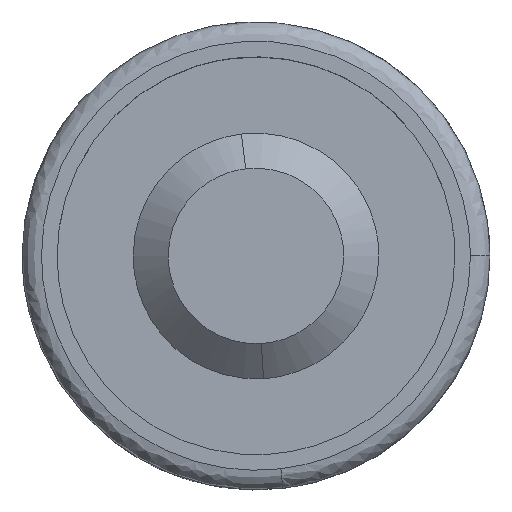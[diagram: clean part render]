
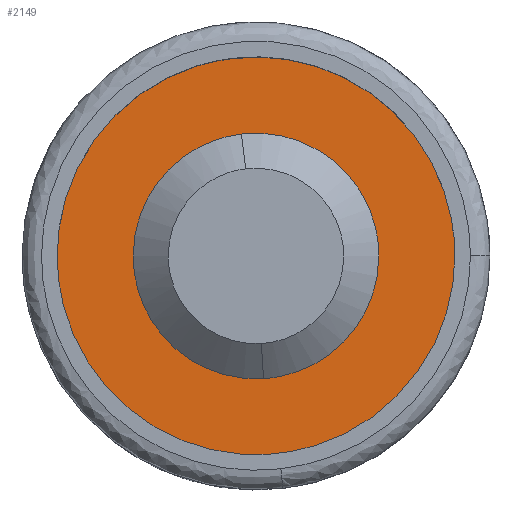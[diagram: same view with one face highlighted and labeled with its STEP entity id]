
A CAD part, top view. The second image highlights one B-rep face of the part: STEP entity #2149.
In plain terms, the highlighted free-form (B-spline) face has degree [1, 1] with [2, 2] control points.
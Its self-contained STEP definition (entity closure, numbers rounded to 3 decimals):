
#887=CARTESIAN_POINT('',(0.385,-6.288,9.));
#888=VERTEX_POINT('',#887);
#894=CARTESIAN_POINT('',(6.3,0.0,9.0));
#895=VERTEX_POINT('',#894);
#896=CARTESIAN_POINT('',(6.3,0.0,9.0));
#897=CARTESIAN_POINT('',(6.3,-5.926,9.0));
#898=CARTESIAN_POINT('',(0.385,-6.288,9.));
#906=(BOUNDED_CURVE()B_SPLINE_CURVE(2,(#896,#897,#898),.UNSPECIFIED.,.F.,.U.)B_SPLINE_CURVE_WITH_KNOTS((3,3),(0.5,0.739),.UNSPECIFIED.)CURVE()GEOMETRIC_REPRESENTATION_ITEM()RATIONAL_B_SPLINE_CURVE((1.0,0.72,0.976))REPRESENTATION_ITEM(''));
#907=EDGE_CURVE('',#895,#888,#906,.T.);
#909=CARTESIAN_POINT('',(-0.744,6.256,9.));
#910=VERTEX_POINT('',#909);
#911=CARTESIAN_POINT('',(-0.744,6.256,9.));
#912=CARTESIAN_POINT('',(-0.373,6.3,9.0));
#913=CARTESIAN_POINT('',(0.0,6.3,9.0));
#914=CARTESIAN_POINT('',(6.3,6.3,9.));
#915=CARTESIAN_POINT('',(6.3,0.0,9.0));
#923=(BOUNDED_CURVE()B_SPLINE_CURVE(2,(#911,#912,#913,#914,#915),.UNSPECIFIED.,.F.,.U.)B_SPLINE_CURVE_WITH_KNOTS((3,2,3),(0.23,0.25,0.5),.UNSPECIFIED.)CURVE()GEOMETRIC_REPRESENTATION_ITEM()RATIONAL_B_SPLINE_CURVE((0.956,0.976,1.0,0.707,1.0))REPRESENTATION_ITEM(''));
#924=EDGE_CURVE('',#910,#895,#923,.T.);
#968=CARTESIAN_POINT('',(-6.3,0.0,9.0));
#969=VERTEX_POINT('',#968);
#970=CARTESIAN_POINT('',(-6.3,0.0,9.0));
#971=CARTESIAN_POINT('',(-6.3,5.595,9.));
#972=CARTESIAN_POINT('',(-0.744,6.256,9.));
#980=(BOUNDED_CURVE()B_SPLINE_CURVE(2,(#970,#971,#972),.UNSPECIFIED.,.F.,.U.)B_SPLINE_CURVE_WITH_KNOTS((3,3),(0.0,0.23),.UNSPECIFIED.)CURVE()GEOMETRIC_REPRESENTATION_ITEM()RATIONAL_B_SPLINE_CURVE((1.0,0.731,0.956))REPRESENTATION_ITEM(''));
#981=EDGE_CURVE('',#969,#910,#980,.T.);
#983=CARTESIAN_POINT('',(0.385,-6.288,9.));
#984=CARTESIAN_POINT('',(0.192,-6.3,9.0));
#985=CARTESIAN_POINT('',(0.0,-6.3,9.0));
#986=CARTESIAN_POINT('',(-6.3,-6.3,9.));
#987=CARTESIAN_POINT('',(-6.3,0.0,9.0));
#995=(BOUNDED_CURVE()B_SPLINE_CURVE(2,(#983,#984,#985,#986,#987),.UNSPECIFIED.,.F.,.U.)B_SPLINE_CURVE_WITH_KNOTS((3,2,3),(0.739,0.75,1.0),.UNSPECIFIED.)CURVE()GEOMETRIC_REPRESENTATION_ITEM()RATIONAL_B_SPLINE_CURVE((0.976,0.988,1.0,0.707,1.0))REPRESENTATION_ITEM(''));
#996=EDGE_CURVE('',#888,#969,#995,.T.);
#1039=CARTESIAN_POINT('',(-1.204,10.129,9.));
#1040=VERTEX_POINT('',#1039);
#1041=CARTESIAN_POINT('',(10.2,0.0,9.0));
#1042=VERTEX_POINT('',#1041);
#1043=CARTESIAN_POINT('',(-1.204,10.129,9.));
#1044=CARTESIAN_POINT('',(-0.604,10.2,9.0));
#1045=CARTESIAN_POINT('',(0.0,10.2,9.0));
#1046=CARTESIAN_POINT('',(10.2,10.2,9.));
#1047=CARTESIAN_POINT('',(10.2,0.0,9.0));
#1055=(BOUNDED_CURVE()B_SPLINE_CURVE(2,(#1043,#1044,#1045,#1046,#1047),.UNSPECIFIED.,.F.,.U.)B_SPLINE_CURVE_WITH_KNOTS((3,2,3),(0.23,0.25,0.5),.UNSPECIFIED.)CURVE()GEOMETRIC_REPRESENTATION_ITEM()RATIONAL_B_SPLINE_CURVE((0.956,0.976,1.0,0.707,1.0))REPRESENTATION_ITEM(''));
#1056=EDGE_CURVE('',#1040,#1042,#1055,.T.);
#1058=CARTESIAN_POINT('',(0.623,-10.181,9.));
#1059=VERTEX_POINT('',#1058);
#1060=CARTESIAN_POINT('',(10.2,0.0,9.0));
#1061=CARTESIAN_POINT('',(10.2,-9.595,9.0));
#1062=CARTESIAN_POINT('',(0.623,-10.181,9.));
#1070=(BOUNDED_CURVE()B_SPLINE_CURVE(2,(#1060,#1061,#1062),.UNSPECIFIED.,.F.,.U.)B_SPLINE_CURVE_WITH_KNOTS((3,3),(0.5,0.739),.UNSPECIFIED.)CURVE()GEOMETRIC_REPRESENTATION_ITEM()RATIONAL_B_SPLINE_CURVE((1.0,0.72,0.976))REPRESENTATION_ITEM(''));
#1071=EDGE_CURVE('',#1042,#1059,#1070,.T.);
#1138=CARTESIAN_POINT('',(-10.2,0.0,9.0));
#1139=VERTEX_POINT('',#1138);
#1140=CARTESIAN_POINT('',(-10.2,0.0,9.0));
#1141=CARTESIAN_POINT('',(-10.2,9.059,9.0));
#1142=CARTESIAN_POINT('',(-1.204,10.129,9.));
#1150=(BOUNDED_CURVE()B_SPLINE_CURVE(2,(#1140,#1141,#1142),.UNSPECIFIED.,.F.,.U.)B_SPLINE_CURVE_WITH_KNOTS((3,3),(0.0,0.23),.UNSPECIFIED.)CURVE()GEOMETRIC_REPRESENTATION_ITEM()RATIONAL_B_SPLINE_CURVE((1.0,0.731,0.956))REPRESENTATION_ITEM(''));
#1151=EDGE_CURVE('',#1139,#1040,#1150,.T.);
#1185=CARTESIAN_POINT('',(0.623,-10.181,9.));
#1186=CARTESIAN_POINT('',(0.312,-10.2,9.0));
#1187=CARTESIAN_POINT('',(0.0,-10.2,9.0));
#1188=CARTESIAN_POINT('',(-10.2,-10.2,9.));
#1189=CARTESIAN_POINT('',(-10.2,0.0,9.0));
#1197=(BOUNDED_CURVE()B_SPLINE_CURVE(2,(#1185,#1186,#1187,#1188,#1189),.UNSPECIFIED.,.F.,.U.)B_SPLINE_CURVE_WITH_KNOTS((3,2,3),(0.739,0.75,1.0),.UNSPECIFIED.)CURVE()GEOMETRIC_REPRESENTATION_ITEM()RATIONAL_B_SPLINE_CURVE((0.976,0.988,1.0,0.707,1.0))REPRESENTATION_ITEM(''));
#1198=EDGE_CURVE('',#1059,#1139,#1197,.T.);
#2132=CARTESIAN_POINT('',(-11.219,-11.219,9.0));
#2133=CARTESIAN_POINT('',(11.219,-11.219,9.0));
#2134=CARTESIAN_POINT('',(-11.219,11.219,9.0));
#2135=CARTESIAN_POINT('',(11.219,11.219,9.0));
#2136=B_SPLINE_SURFACE_WITH_KNOTS('',1,1,((#2132,#2134),(#2133,#2135)),.UNSPECIFIED.,.F.,.F.,.U.,(2,2),(2,2),(0.0,22.438),(0.0,22.438),.UNSPECIFIED.);
#2137=ORIENTED_EDGE('',*,*,#1198,.F.);
#2138=ORIENTED_EDGE('',*,*,#1071,.F.);
#2139=ORIENTED_EDGE('',*,*,#1056,.F.);
#2140=ORIENTED_EDGE('',*,*,#1151,.F.);
#2141=EDGE_LOOP('',(#2137,#2138,#2139,#2140));
#2142=FACE_OUTER_BOUND('',#2141,.T.);
#2143=ORIENTED_EDGE('',*,*,#907,.T.);
#2144=ORIENTED_EDGE('',*,*,#996,.T.);
#2145=ORIENTED_EDGE('',*,*,#981,.T.);
#2146=ORIENTED_EDGE('',*,*,#924,.T.);
#2147=EDGE_LOOP('',(#2143,#2144,#2145,#2146));
#2148=FACE_BOUND('',#2147,.T.);
#2149=ADVANCED_FACE('',(#2142,#2148),#2136,.T.);
